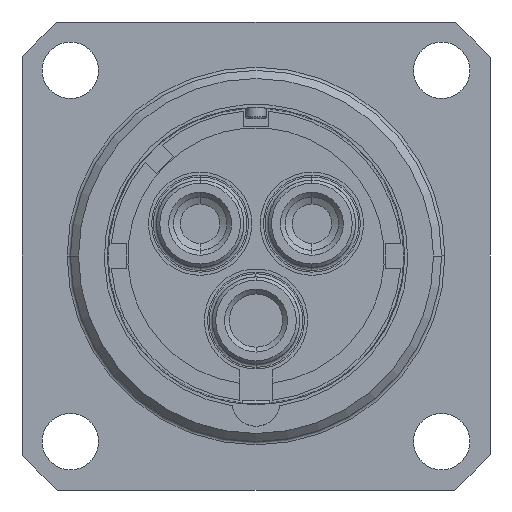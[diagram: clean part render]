
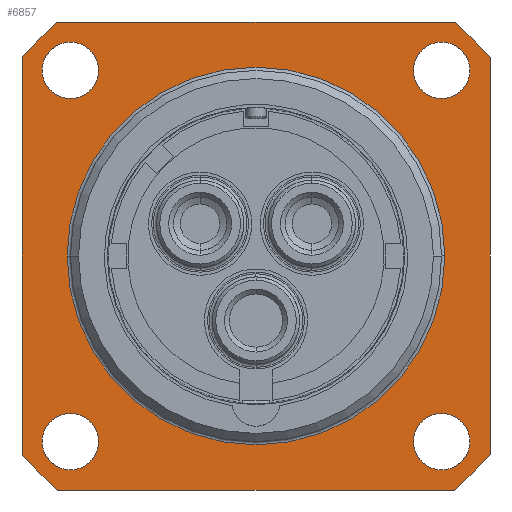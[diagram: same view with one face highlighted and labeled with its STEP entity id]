
A CAD part, left-side view. The second image highlights one B-rep face of the part: STEP entity #6857.
In plain terms, the highlighted planar face has unit normal (-1, 0, 0).
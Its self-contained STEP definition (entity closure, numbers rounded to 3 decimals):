
#175=CARTESIAN_POINT('',(10.6,0.,0.));
#176=DIRECTION('',(1.,0.,0.));
#177=DIRECTION('',(0.,1.,0.));
#178=AXIS2_PLACEMENT_3D('',#175,#176,#177);
#190=CARTESIAN_POINT('',(10.6,0.,0.));
#191=DIRECTION('',(1.,0.,0.));
#192=DIRECTION('',(0.,-1.,0.));
#193=AXIS2_PLACEMENT_3D('',#190,#191,#192);
#641=CARTESIAN_POINT('',(10.6,0.,0.));
#642=DIRECTION('',(-1.,0.,0.));
#643=DIRECTION('',(0.,0.763,-0.646));
#644=AXIS2_PLACEMENT_3D('',#641,#642,#643);
#646=DIRECTION('',(0.,0.,-1.));
#647=VECTOR('',#646,24.556);
#648=CARTESIAN_POINT('',(10.6,14.5,12.278));
#649=LINE('904',#648,#647);
#650=CARTESIAN_POINT('',(10.6,0.,0.));
#651=DIRECTION('',(-1.,0.,0.));
#652=DIRECTION('',(0.,0.646,0.763));
#653=AXIS2_PLACEMENT_3D('',#650,#651,#652);
#655=DIRECTION('',(0.,1.,0.));
#656=VECTOR('',#655,24.556);
#657=CARTESIAN_POINT('',(10.6,-12.278,14.5));
#658=LINE('903',#657,#656);
#659=CARTESIAN_POINT('',(10.6,0.,0.));
#660=DIRECTION('',(-1.,0.,0.));
#661=DIRECTION('',(0.,-0.763,0.646));
#662=AXIS2_PLACEMENT_3D('',#659,#660,#661);
#664=DIRECTION('',(0.,0.,1.));
#665=VECTOR('',#664,24.556);
#666=CARTESIAN_POINT('',(10.6,-14.5,-12.278));
#667=LINE('902',#666,#665);
#668=CARTESIAN_POINT('',(10.6,0.,0.));
#669=DIRECTION('',(-1.,0.,0.));
#670=DIRECTION('',(0.,-0.646,-0.763));
#671=AXIS2_PLACEMENT_3D('',#668,#669,#670);
#673=DIRECTION('',(0.,-1.,0.));
#674=VECTOR('',#673,24.556);
#675=CARTESIAN_POINT('',(10.6,12.278,-14.5));
#676=LINE('901',#675,#674);
#677=CARTESIAN_POINT('',(10.6,11.5,11.5));
#678=DIRECTION('',(1.,0.,0.));
#679=DIRECTION('',(0.,1.,0.));
#680=AXIS2_PLACEMENT_3D('',#677,#678,#679);
#682=CARTESIAN_POINT('',(10.6,11.5,11.5));
#683=DIRECTION('',(1.,0.,0.));
#684=DIRECTION('',(0.,-1.,0.));
#685=AXIS2_PLACEMENT_3D('',#682,#683,#684);
#687=CARTESIAN_POINT('',(10.6,-11.5,11.5));
#688=DIRECTION('',(1.,0.,0.));
#689=DIRECTION('',(0.,1.,0.));
#690=AXIS2_PLACEMENT_3D('',#687,#688,#689);
#692=CARTESIAN_POINT('',(10.6,-11.5,11.5));
#693=DIRECTION('',(1.,0.,0.));
#694=DIRECTION('',(0.,-1.,0.));
#695=AXIS2_PLACEMENT_3D('',#692,#693,#694);
#697=CARTESIAN_POINT('',(10.6,-11.5,-11.5));
#698=DIRECTION('',(1.,0.,0.));
#699=DIRECTION('',(0.,1.,0.));
#700=AXIS2_PLACEMENT_3D('',#697,#698,#699);
#702=CARTESIAN_POINT('',(10.6,-11.5,-11.5));
#703=DIRECTION('',(1.,0.,0.));
#704=DIRECTION('',(0.,-1.,0.));
#705=AXIS2_PLACEMENT_3D('',#702,#703,#704);
#707=CARTESIAN_POINT('',(10.6,11.5,-11.5));
#708=DIRECTION('',(1.,0.,0.));
#709=DIRECTION('',(0.,1.,0.));
#710=AXIS2_PLACEMENT_3D('',#707,#708,#709);
#712=CARTESIAN_POINT('',(10.6,11.5,-11.5));
#713=DIRECTION('',(1.,0.,0.));
#714=DIRECTION('',(0.,-1.,0.));
#715=AXIS2_PLACEMENT_3D('',#712,#713,#714);
#5098=CARTESIAN_POINT('',(10.6,12.278,-14.5));
#5099=CARTESIAN_POINT('',(10.6,-12.278,-14.5));
#5100=VERTEX_POINT('',#5098);
#5101=VERTEX_POINT('',#5099);
#5102=CARTESIAN_POINT('',(10.6,-14.5,-12.278));
#5103=CARTESIAN_POINT('',(10.6,-14.5,12.278));
#5104=VERTEX_POINT('',#5102);
#5105=VERTEX_POINT('',#5103);
#5106=CARTESIAN_POINT('',(10.6,-12.278,14.5));
#5107=CARTESIAN_POINT('',(10.6,12.278,14.5));
#5108=VERTEX_POINT('',#5106);
#5109=VERTEX_POINT('',#5107);
#5110=CARTESIAN_POINT('',(10.6,14.5,12.278));
#5111=CARTESIAN_POINT('',(10.6,14.5,-12.278));
#5112=VERTEX_POINT('',#5110);
#5113=VERTEX_POINT('',#5111);
#5130=CARTESIAN_POINT('',(10.6,13.25,11.5));
#5131=CARTESIAN_POINT('',(10.6,9.75,11.5));
#5132=VERTEX_POINT('',#5130);
#5133=VERTEX_POINT('',#5131);
#5134=CARTESIAN_POINT('',(10.6,-9.75,11.5));
#5135=CARTESIAN_POINT('',(10.6,-13.25,11.5));
#5136=VERTEX_POINT('',#5134);
#5137=VERTEX_POINT('',#5135);
#5138=CARTESIAN_POINT('',(10.6,-9.75,-11.5));
#5139=CARTESIAN_POINT('',(10.6,-13.25,-11.5));
#5140=VERTEX_POINT('',#5138);
#5141=VERTEX_POINT('',#5139);
#5142=CARTESIAN_POINT('',(10.6,13.25,-11.5));
#5143=CARTESIAN_POINT('',(10.6,9.75,-11.5));
#5144=VERTEX_POINT('',#5142);
#5145=VERTEX_POINT('',#5143);
#5186=CARTESIAN_POINT('',(10.6,-11.7,0.));
#5187=CARTESIAN_POINT('',(10.6,11.7,0.));
#5188=VERTEX_POINT('',#5186);
#5189=VERTEX_POINT('',#5187);
#6806=CARTESIAN_POINT('',(10.6,0.,0.));
#6807=DIRECTION('',(-1.,0.,0.));
#6808=DIRECTION('',(0.,0.,1.));
#6809=AXIS2_PLACEMENT_3D('',#6806,#6807,#6808);
#6810=PLANE('274',#6809);
#6812=ORIENTED_EDGE('976',*,*,#6811,.F.);
#6814=ORIENTED_EDGE('904',*,*,#6813,.F.);
#6816=ORIENTED_EDGE('979',*,*,#6815,.F.);
#6818=ORIENTED_EDGE('903',*,*,#6817,.F.);
#6820=ORIENTED_EDGE('978',*,*,#6819,.F.);
#6822=ORIENTED_EDGE('902',*,*,#6821,.F.);
#6824=ORIENTED_EDGE('977',*,*,#6823,.F.);
#6826=ORIENTED_EDGE('901',*,*,#6825,.F.);
#6827=EDGE_LOOP('274',(#6812,#6814,#6816,#6818,#6820,#6822,#6824,#6826));
#6828=FACE_OUTER_BOUND('274',#6827,.F.);
#6830=ORIENTED_EDGE('913',*,*,#6829,.F.);
#6832=ORIENTED_EDGE('914',*,*,#6831,.F.);
#6833=EDGE_LOOP('274',(#6830,#6832));
#6834=FACE_BOUND('274',#6833,.F.);
#6836=ORIENTED_EDGE('915',*,*,#6835,.F.);
#6838=ORIENTED_EDGE('916',*,*,#6837,.F.);
#6839=EDGE_LOOP('274',(#6836,#6838));
#6840=FACE_BOUND('274',#6839,.F.);
#6842=ORIENTED_EDGE('917',*,*,#6841,.F.);
#6844=ORIENTED_EDGE('918',*,*,#6843,.F.);
#6845=EDGE_LOOP('274',(#6842,#6844));
#6846=FACE_BOUND('274',#6845,.F.);
#6848=ORIENTED_EDGE('919',*,*,#6847,.F.);
#6850=ORIENTED_EDGE('920',*,*,#6849,.F.);
#6851=EDGE_LOOP('274',(#6848,#6850));
#6852=FACE_BOUND('274',#6851,.F.);
#6853=ORIENTED_EDGE('948',*,*,#6258,.F.);
#6854=ORIENTED_EDGE('950',*,*,#6243,.F.);
#6855=EDGE_LOOP('274',(#6853,#6854));
#6856=FACE_BOUND('274',#6855,.F.);
#179=CIRCLE('950',#178,11.7);
#194=CIRCLE('948',#193,11.7);
#645=CIRCLE('976',#644,19.);
#654=CIRCLE('979',#653,19.);
#663=CIRCLE('978',#662,19.);
#672=CIRCLE('977',#671,19.);
#681=CIRCLE('913',#680,1.75);
#686=CIRCLE('914',#685,1.75);
#691=CIRCLE('915',#690,1.75);
#696=CIRCLE('916',#695,1.75);
#701=CIRCLE('917',#700,1.75);
#706=CIRCLE('918',#705,1.75);
#711=CIRCLE('919',#710,1.75);
#716=CIRCLE('920',#715,1.75);
#6243=EDGE_CURVE('950',#5189,#5188,#179,.T.);
#6258=EDGE_CURVE('948',#5188,#5189,#194,.T.);
#6811=EDGE_CURVE('976',#5113,#5100,#645,.T.);
#6813=EDGE_CURVE('904',#5112,#5113,#649,.T.);
#6815=EDGE_CURVE('979',#5109,#5112,#654,.T.);
#6817=EDGE_CURVE('903',#5108,#5109,#658,.T.);
#6819=EDGE_CURVE('978',#5105,#5108,#663,.T.);
#6821=EDGE_CURVE('902',#5104,#5105,#667,.T.);
#6823=EDGE_CURVE('977',#5101,#5104,#672,.T.);
#6825=EDGE_CURVE('901',#5100,#5101,#676,.T.);
#6829=EDGE_CURVE('913',#5132,#5133,#681,.T.);
#6831=EDGE_CURVE('914',#5133,#5132,#686,.T.);
#6835=EDGE_CURVE('915',#5136,#5137,#691,.T.);
#6837=EDGE_CURVE('916',#5137,#5136,#696,.T.);
#6841=EDGE_CURVE('917',#5140,#5141,#701,.T.);
#6843=EDGE_CURVE('918',#5141,#5140,#706,.T.);
#6847=EDGE_CURVE('919',#5144,#5145,#711,.T.);
#6849=EDGE_CURVE('920',#5145,#5144,#716,.T.);
#6857=ADVANCED_FACE('274',(#6828,#6834,#6840,#6846,#6852,#6856),#6810,.T.);
